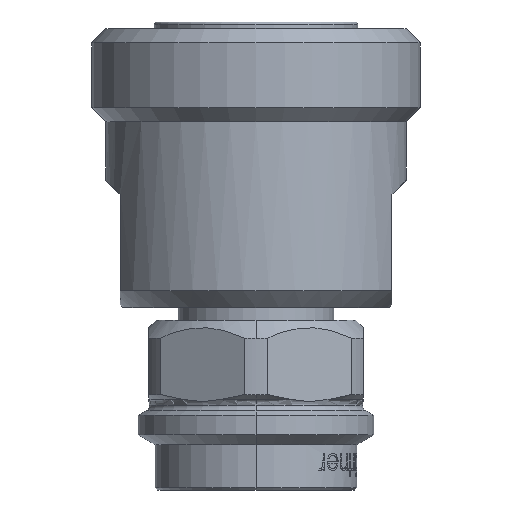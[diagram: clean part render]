
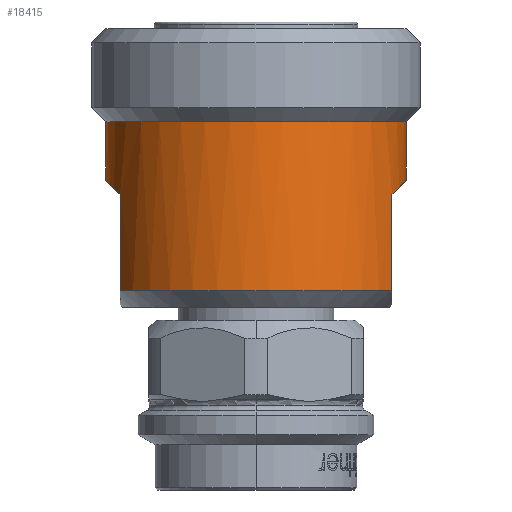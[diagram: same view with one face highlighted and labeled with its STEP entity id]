
A CAD part, front view. The second image highlights one B-rep face of the part: STEP entity #18415.
In plain terms, the highlighted cylindrical face has radius 13.25 mm (diameter 26.5 mm), a partial arc.
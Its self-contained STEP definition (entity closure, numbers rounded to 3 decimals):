
#229 = VECTOR ( 'NONE', #1055, 1000. ) ;
#372 = CARTESIAN_POINT ( 'NONE',  ( 0., 0., -23.7 ) ) ;
#969 = CYLINDRICAL_SURFACE ( 'NONE', #11625, 13.25 ) ;
#1055 = DIRECTION ( 'NONE',  ( 0., 0., -1. ) ) ;
#1707 = VERTEX_POINT ( 'NONE', #2194 ) ;
#1848 = CARTESIAN_POINT ( 'NONE',  ( 0., 0., -8.8 ) ) ;
#2074 = DIRECTION ( 'NONE',  ( 1., 0., 0. ) ) ;
#2194 = CARTESIAN_POINT ( 'NONE',  ( -12., -5.618, -15.2 ) ) ;
#2286 = VERTEX_POINT ( 'NONE', #5203 ) ;
#2578 = DIRECTION ( 'NONE',  ( 0., 0., 1. ) ) ;
#2775 = CARTESIAN_POINT ( 'NONE',  ( -13.25, 0., -13.95 ) ) ;
#3001 = ORIENTED_EDGE ( 'NONE', *, *, #19275, .F. ) ;
#3053 = VERTEX_POINT ( 'NONE', #15190 ) ;
#3183 = VECTOR ( 'NONE', #14944, 1000. ) ;
#3521 = DIRECTION ( 'NONE',  ( 1., 0., 0. ) ) ;
#3609 = VECTOR ( 'NONE', #2578, 1000. ) ;
#3784 = ORIENTED_EDGE ( 'NONE', *, *, #8288, .T. ) ;
#3913 = ORIENTED_EDGE ( 'NONE', *, *, #7319, .F. ) ;
#4144 = LINE ( 'NONE', #19595, #3609 ) ;
#4478 = CARTESIAN_POINT ( 'NONE',  ( -13.25, -1.95, -13.95 ) ) ;
#4793 = CARTESIAN_POINT ( 'NONE',  ( 12., -5.618, -15.2 ) ) ;
#5051 = CARTESIAN_POINT ( 'NONE',  ( 13.25, 0., -13.95 ) ) ;
#5090 = CIRCLE ( 'NONE', #19821, 13.25 ) ;
#5203 = CARTESIAN_POINT ( 'NONE',  ( 12., -5.618, -15.2 ) ) ;
#5303 = DIRECTION ( 'NONE',  ( 0., 0., -1. ) ) ;
#6175 = CARTESIAN_POINT ( 'NONE',  ( -12., -5.618, -15.2 ) ) ;
#6309 = CARTESIAN_POINT ( 'NONE',  ( -13.25, 0., -41.806 ) ) ;
#6605 = CIRCLE ( 'NONE', #17115, 13.25 ) ;
#7309 = DIRECTION ( 'NONE',  ( 1., 0., 0. ) ) ;
#7319 = EDGE_CURVE ( 'NONE', #8607, #20471, #11725, .T. ) ;
#7493 = ORIENTED_EDGE ( 'NONE', *, *, #18002, .T. ) ;
#8288 = EDGE_CURVE ( 'NONE', #2286, #20471, #15857, .T. ) ;
#8607 = VERTEX_POINT ( 'NONE', #14208 ) ;
#8881 = EDGE_CURVE ( 'NONE', #3053, #1707, #13573, .T. ) ;
#9651 = EDGE_CURVE ( 'NONE', #19629, #2286, #4144, .T. ) ;
#9958 = CARTESIAN_POINT ( 'NONE',  ( 13.25, 0., -13.95 ) ) ;
#10793 = VERTEX_POINT ( 'NONE', #11692 ) ;
#11239 = CARTESIAN_POINT ( 'NONE',  ( -12., -5.618, -41.806 ) ) ;
#11436 = ORIENTED_EDGE ( 'NONE', *, *, #8881, .T. ) ;
#11625 = AXIS2_PLACEMENT_3D ( 'NONE', #20819, #5303, #7309 ) ;
#11645 = FACE_OUTER_BOUND ( 'NONE', #21950, .T. ) ;
#11692 = CARTESIAN_POINT ( 'NONE',  ( -13.25, 0., -8.8 ) ) ;
#11725 = LINE ( 'NONE', #16493, #3183 ) ;
#11791 = ORIENTED_EDGE ( 'NONE', *, *, #9651, .T. ) ;
#12258 = DIRECTION ( 'NONE',  ( 0., 0., -1. ) ) ;
#12569 = CARTESIAN_POINT ( 'NONE',  ( -12., -5.618, -23.7 ) ) ;
#13200 = VERTEX_POINT ( 'NONE', #12569 ) ;
#13295 = LINE ( 'NONE', #11239, #229 ) ;
#13573 =( BOUNDED_CURVE ( )  B_SPLINE_CURVE ( 3, ( #2775, #4478, #16397, #6175 ),
 .UNSPECIFIED., .F., .T. ) 
 B_SPLINE_CURVE_WITH_KNOTS ( ( 4, 4 ),
 ( 3.142, 3.579 ),
 .UNSPECIFIED. ) 
 CURVE ( )  GEOMETRIC_REPRESENTATION_ITEM ( )  RATIONAL_B_SPLINE_CURVE ( ( 1., 0.984, 0.984, 1. ) ) 
 REPRESENTATION_ITEM ( '' )  );
#13740 = DIRECTION ( 'NONE',  ( 0., 0., -1. ) ) ;
#14208 = CARTESIAN_POINT ( 'NONE',  ( 13.25, 0., -8.8 ) ) ;
#14597 = ORIENTED_EDGE ( 'NONE', *, *, #17369, .T. ) ;
#14860 = EDGE_CURVE ( 'NONE', #1707, #13200, #13295, .T. ) ;
#14944 = DIRECTION ( 'NONE',  ( 0., 0., -1. ) ) ;
#15190 = CARTESIAN_POINT ( 'NONE',  ( -13.25, 0., -13.95 ) ) ;
#15857 =( BOUNDED_CURVE ( )  B_SPLINE_CURVE ( 3, ( #4793, #21280, #20113, #9958 ),
 .UNSPECIFIED., .F., .F. ) 
 B_SPLINE_CURVE_WITH_KNOTS ( ( 4, 4 ),
 ( 2.704, 3.142 ),
 .UNSPECIFIED. ) 
 CURVE ( )  GEOMETRIC_REPRESENTATION_ITEM ( )  RATIONAL_B_SPLINE_CURVE ( ( 1., 0.984, 0.984, 1. ) ) 
 REPRESENTATION_ITEM ( '' )  );
#16355 = CARTESIAN_POINT ( 'NONE',  ( 12., -5.618, -23.7 ) ) ;
#16397 = CARTESIAN_POINT ( 'NONE',  ( -12.827, -3.852, -14.373 ) ) ;
#16493 = CARTESIAN_POINT ( 'NONE',  ( 13.25, 0., -41.806 ) ) ;
#16524 = DIRECTION ( 'NONE',  ( 0., 0., -1. ) ) ;
#17115 = AXIS2_PLACEMENT_3D ( 'NONE', #1848, #13740, #3521 ) ;
#17369 = EDGE_CURVE ( 'NONE', #8607, #10793, #6605, .T. ) ;
#17448 = LINE ( 'NONE', #6309, #21987 ) ;
#18002 = EDGE_CURVE ( 'NONE', #10793, #3053, #17448, .T. ) ;
#18415 = ADVANCED_FACE ( 'NONE', ( #11645 ), #969, .T. ) ;
#19006 = ORIENTED_EDGE ( 'NONE', *, *, #14860, .T. ) ;
#19275 = EDGE_CURVE ( 'NONE', #19629, #13200, #5090, .T. ) ;
#19595 = CARTESIAN_POINT ( 'NONE',  ( 12., -5.618, -41.806 ) ) ;
#19629 = VERTEX_POINT ( 'NONE', #16355 ) ;
#19821 = AXIS2_PLACEMENT_3D ( 'NONE', #372, #12258, #2074 ) ;
#20113 = CARTESIAN_POINT ( 'NONE',  ( 13.25, -1.95, -13.95 ) ) ;
#20471 = VERTEX_POINT ( 'NONE', #5051 ) ;
#20819 = CARTESIAN_POINT ( 'NONE',  ( 0., 0., -41.806 ) ) ;
#21280 = CARTESIAN_POINT ( 'NONE',  ( 12.827, -3.852, -14.373 ) ) ;
#21950 = EDGE_LOOP ( 'NONE', ( #14597, #7493, #11436, #19006, #3001, #11791, #3784, #3913 ) ) ;
#21987 = VECTOR ( 'NONE', #16524, 1000. ) ;
